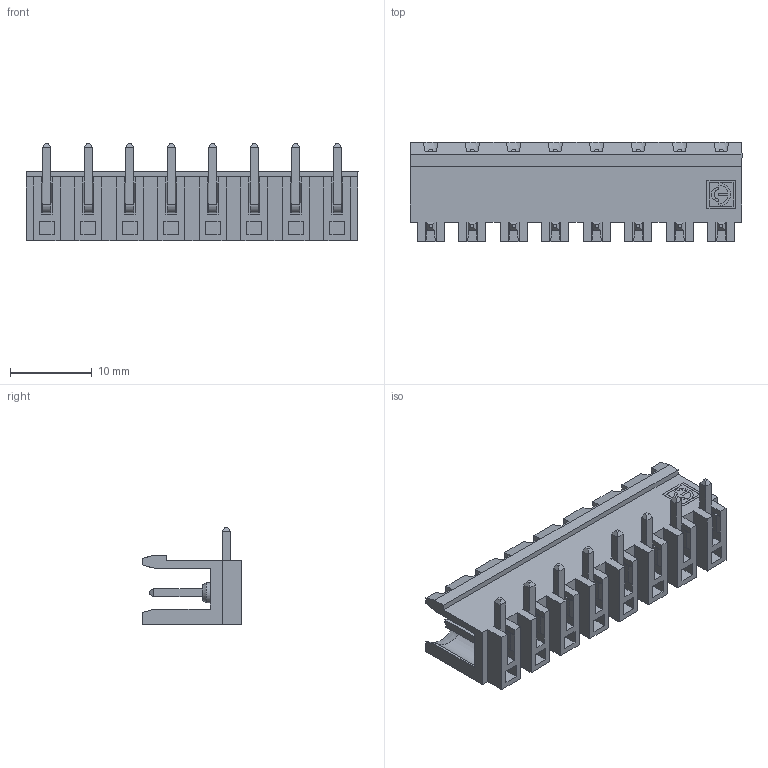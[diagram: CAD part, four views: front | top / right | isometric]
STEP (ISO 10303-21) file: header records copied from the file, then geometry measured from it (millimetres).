
FILE_DESCRIPTION(('STEP AP214'),'1');
FILE_NAME('PV08-5,08-HR.stp','2020-05-26T14:57:23',(' '),(' '),'Spatial InterOp 3D',' ',' ');
FILE_SCHEMA(('automotive_design'));
Length unit declared in the file: metre
Products named in the file (1): 1
Bounding box: 40.64 x 12.2 x 11.9 mm (x, y, z)
Volume: 1714 mm3; surface area: 3331.5 mm2
Topology: 1 solids, 1 shells, 501 faces, 1253 edges, 782 vertices
Faces by surface type: plane 454, cylinder 30, cone 16, extrusion 1
Full cylindrical faces by diameter (mm): 2.5 x8
Entity records: 18383 total; most frequent: CARTESIAN_POINT 2571, ORIENTED_EDGE 2458, DIRECTION 2290, EDGE_CURVE 1229, VECTOR 1136, LINE 1135, VERTEX_POINT 774, AXIS2_PLACEMENT_3D 577
